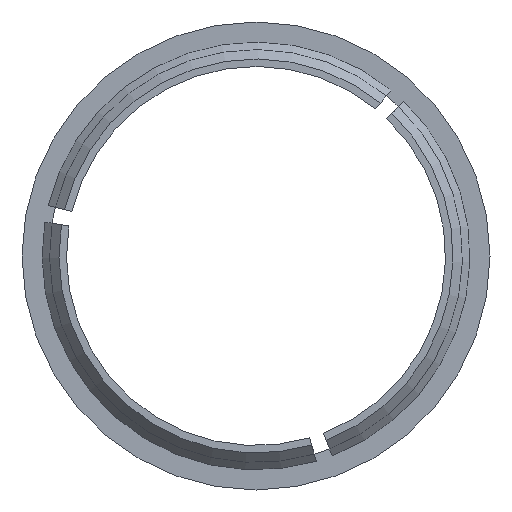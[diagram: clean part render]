
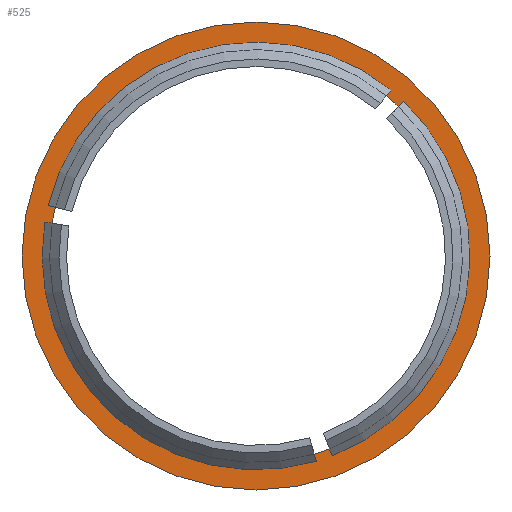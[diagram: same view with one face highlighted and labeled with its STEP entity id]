
A CAD part, front view. The second image highlights one B-rep face of the part: STEP entity #525.
In plain terms, the highlighted planar face has unit normal (0, -1, 0).
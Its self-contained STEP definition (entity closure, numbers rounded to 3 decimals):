
#16=FACE_BOUND('',#93,.T.);
#37=PLANE('',#592);
#64=FACE_OUTER_BOUND('',#92,.T.);
#92=EDGE_LOOP('',(#480));
#93=EDGE_LOOP('',(#481,#482,#483,#484,#485,#486,#487,#488,#489,#490,#491,
#492));
#103=CIRCLE('',#559,11.425);
#104=CIRCLE('',#561,11.425);
#105=CIRCLE('',#563,11.425);
#107=CIRCLE('',#567,11.025);
#109=CIRCLE('',#571,11.025);
#111=CIRCLE('',#575,11.025);
#119=CIRCLE('',#591,12.5);
#124=LINE('',#766,#173);
#134=LINE('',#793,#183);
#144=LINE('',#820,#193);
#157=LINE('',#853,#206);
#162=LINE('',#866,#211);
#167=LINE('',#879,#216);
#173=VECTOR('',#607,10.);
#183=VECTOR('',#629,10.);
#193=VECTOR('',#651,10.);
#206=VECTOR('',#682,10.);
#211=VECTOR('',#695,10.);
#216=VECTOR('',#708,10.);
#223=VERTEX_POINT('',#763);
#224=VERTEX_POINT('',#765);
#234=VERTEX_POINT('',#790);
#235=VERTEX_POINT('',#792);
#245=VERTEX_POINT('',#817);
#246=VERTEX_POINT('',#819);
#251=VERTEX_POINT('',#833);
#252=VERTEX_POINT('',#837);
#253=VERTEX_POINT('',#841);
#257=VERTEX_POINT('',#851);
#261=VERTEX_POINT('',#864);
#265=VERTEX_POINT('',#877);
#267=VERTEX_POINT('',#899);
#274=EDGE_CURVE('',#224,#223,#124,.T.);
#287=EDGE_CURVE('',#235,#234,#134,.T.);
#300=EDGE_CURVE('',#246,#245,#144,.T.);
#308=EDGE_CURVE('',#251,#223,#103,.T.);
#310=EDGE_CURVE('',#252,#234,#104,.T.);
#312=EDGE_CURVE('',#253,#245,#105,.T.);
#317=EDGE_CURVE('',#252,#257,#157,.T.);
#319=EDGE_CURVE('',#257,#224,#107,.T.);
#324=EDGE_CURVE('',#251,#261,#162,.T.);
#326=EDGE_CURVE('',#261,#246,#109,.T.);
#331=EDGE_CURVE('',#253,#265,#167,.T.);
#333=EDGE_CURVE('',#265,#235,#111,.T.);
#342=EDGE_CURVE('',#267,#267,#119,.T.);
#480=ORIENTED_EDGE('',*,*,#342,.F.);
#481=ORIENTED_EDGE('',*,*,#324,.T.);
#482=ORIENTED_EDGE('',*,*,#326,.T.);
#483=ORIENTED_EDGE('',*,*,#300,.T.);
#484=ORIENTED_EDGE('',*,*,#312,.F.);
#485=ORIENTED_EDGE('',*,*,#331,.T.);
#486=ORIENTED_EDGE('',*,*,#333,.T.);
#487=ORIENTED_EDGE('',*,*,#287,.T.);
#488=ORIENTED_EDGE('',*,*,#310,.F.);
#489=ORIENTED_EDGE('',*,*,#317,.T.);
#490=ORIENTED_EDGE('',*,*,#319,.T.);
#491=ORIENTED_EDGE('',*,*,#274,.T.);
#492=ORIENTED_EDGE('',*,*,#308,.F.);
#525=ADVANCED_FACE('',(#64,#16),#37,.F.);
#559=AXIS2_PLACEMENT_3D('',#835,#664,#665);
#561=AXIS2_PLACEMENT_3D('',#839,#669,#670);
#563=AXIS2_PLACEMENT_3D('',#843,#674,#675);
#567=AXIS2_PLACEMENT_3D('',#856,#687,#688);
#571=AXIS2_PLACEMENT_3D('',#869,#700,#701);
#575=AXIS2_PLACEMENT_3D('',#882,#713,#714);
#591=AXIS2_PLACEMENT_3D('',#901,#746,#747);
#592=AXIS2_PLACEMENT_3D('',#902,#748,#749);
#607=DIRECTION('',(0.282,0.,-0.959));
#629=DIRECTION('',(0.69,0.,0.724));
#651=DIRECTION('',(-0.972,0.,0.235));
#664=DIRECTION('center_axis',(0.,-1.,0.));
#665=DIRECTION('ref_axis',(-1.,0.,0.));
#669=DIRECTION('center_axis',(0.,-1.,0.));
#670=DIRECTION('ref_axis',(1.,0.,0.));
#674=DIRECTION('center_axis',(0.,-1.,0.));
#675=DIRECTION('ref_axis',(-1.,0.,0.));
#682=DIRECTION('',(-0.356,0.,0.934));
#687=DIRECTION('center_axis',(0.,1.,0.));
#688=DIRECTION('ref_axis',(1.,0.,0.));
#695=DIRECTION('',(0.987,0.,-0.159));
#700=DIRECTION('center_axis',(0.,1.,0.));
#701=DIRECTION('ref_axis',(1.,0.,0.));
#708=DIRECTION('',(-0.631,0.,-0.776));
#713=DIRECTION('center_axis',(0.,1.,0.));
#714=DIRECTION('ref_axis',(1.,0.,0.));
#746=DIRECTION('center_axis',(0.,1.,0.));
#747=DIRECTION('ref_axis',(-1.,0.,0.));
#748=DIRECTION('center_axis',(0.,1.,0.));
#749=DIRECTION('ref_axis',(-1.,0.,0.));
#763=CARTESIAN_POINT('',(-210.77,18.,-84.048));
#765=CARTESIAN_POINT('',(-210.883,18.,-83.665));
#766=CARTESIAN_POINT('',(-212.438,18.,-78.376));
#790=CARTESIAN_POINT('',(-206.113,18.,-64.816));
#792=CARTESIAN_POINT('',(-206.389,18.,-65.105));
#793=CARTESIAN_POINT('',(-210.191,18.,-69.096));
#817=CARTESIAN_POINT('',(-225.098,18.,-70.398));
#819=CARTESIAN_POINT('',(-224.709,18.,-70.493));
#820=CARTESIAN_POINT('',(-219.351,18.,-71.79));
#833=CARTESIAN_POINT('',(-225.274,18.,-71.276));
#835=CARTESIAN_POINT('Origin',(-213.994,18.,-73.088));
#837=CARTESIAN_POINT('',(-209.922,18.,-83.763));
#839=CARTESIAN_POINT('Origin',(-213.994,18.,-73.088));
#841=CARTESIAN_POINT('',(-206.784,18.,-64.224));
#843=CARTESIAN_POINT('Origin',(-213.994,18.,-73.088));
#851=CARTESIAN_POINT('',(-210.065,18.,-83.389));
#853=CARTESIAN_POINT('',(-212.19,18.,-77.818));
#856=CARTESIAN_POINT('Origin',(-213.994,18.,-73.088));
#864=CARTESIAN_POINT('',(-224.879,18.,-71.339));
#866=CARTESIAN_POINT('',(-218.992,18.,-72.285));
#869=CARTESIAN_POINT('Origin',(-213.994,18.,-73.088));
#877=CARTESIAN_POINT('',(-207.037,18.,-64.535));
#879=CARTESIAN_POINT('',(-210.799,18.,-69.16));
#882=CARTESIAN_POINT('Origin',(-213.994,18.,-73.088));
#899=CARTESIAN_POINT('',(-201.494,18.,-73.088));
#901=CARTESIAN_POINT('Origin',(-213.994,18.,-73.088));
#902=CARTESIAN_POINT('Origin',(-213.994,18.,-73.088));
